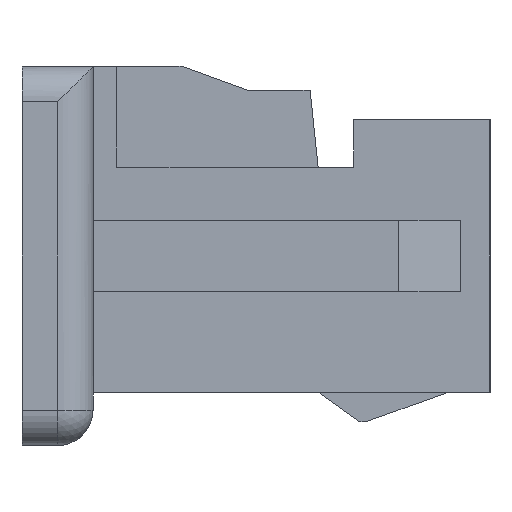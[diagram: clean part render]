
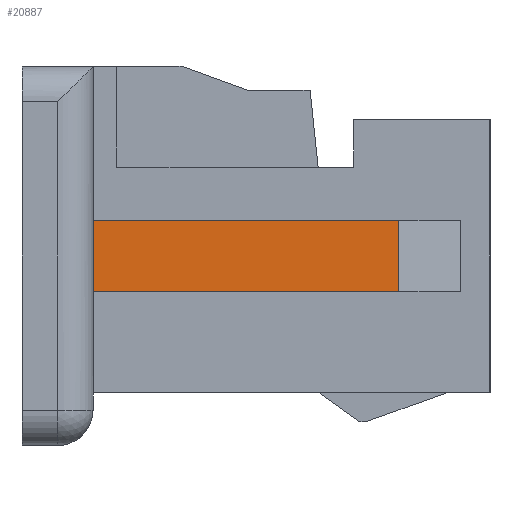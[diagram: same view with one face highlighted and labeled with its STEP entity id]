
A CAD part, left-side view. The second image highlights one B-rep face of the part: STEP entity #20887.
In plain terms, the highlighted planar face has unit normal (-1, 0, 0).
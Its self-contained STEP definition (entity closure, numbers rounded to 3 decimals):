
#16798 = PLANE('',#16799);
#16799 = AXIS2_PLACEMENT_3D('',#16800,#16801,#16802);
#16800 = CARTESIAN_POINT('',(8.975,1.375,-1.6));
#16801 = DIRECTION('',(0.,-1.,0.));
#16802 = DIRECTION('',(1.,0.,0.));
#18634 = VERTEX_POINT('',#18635);
#18635 = CARTESIAN_POINT('',(-9.275,1.375,0.3));
#18649 = PLANE('',#18650);
#18650 = AXIS2_PLACEMENT_3D('',#18651,#18652,#18653);
#18651 = CARTESIAN_POINT('',(0.,0.,0.3));
#18652 = DIRECTION('',(0.,0.,1.));
#18653 = DIRECTION('',(1.,0.,0.));
#18661 = EDGE_CURVE('',#18662,#18634,#18664,.T.);
#18662 = VERTEX_POINT('',#18663);
#18663 = CARTESIAN_POINT('',(-9.275,1.375,-0.3));
#18664 = SURFACE_CURVE('',#18665,(#18669,#18676),.PCURVE_S1.);
#18665 = LINE('',#18666,#18667);
#18666 = CARTESIAN_POINT('',(-9.275,1.375,-0.3));
#18667 = VECTOR('',#18668,1.);
#18668 = DIRECTION('',(0.,0.,1.));
#18669 = PCURVE('',#16798,#18670);
#18670 = DEFINITIONAL_REPRESENTATION('',(#18671),#18675);
#18671 = LINE('',#18672,#18673);
#18672 = CARTESIAN_POINT('',(-18.25,1.3));
#18673 = VECTOR('',#18674,1.);
#18674 = DIRECTION('',(0.,1.));
#18675 = ( GEOMETRIC_REPRESENTATION_CONTEXT(2) 
PARAMETRIC_REPRESENTATION_CONTEXT() REPRESENTATION_CONTEXT('2D SPACE',''
  ) );
#18676 = PCURVE('',#18677,#18682);
#18677 = PLANE('',#18678);
#18678 = AXIS2_PLACEMENT_3D('',#18679,#18680,#18681);
#18679 = CARTESIAN_POINT('',(-9.275,1.375,-0.3));
#18680 = DIRECTION('',(-1.,0.,0.));
#18681 = DIRECTION('',(0.,-1.,0.));
#18682 = DEFINITIONAL_REPRESENTATION('',(#18683),#18687);
#18683 = LINE('',#18684,#18685);
#18684 = CARTESIAN_POINT('',(0.,0.));
#18685 = VECTOR('',#18686,1.);
#18686 = DIRECTION('',(0.,1.));
#18687 = ( GEOMETRIC_REPRESENTATION_CONTEXT(2) 
PARAMETRIC_REPRESENTATION_CONTEXT() REPRESENTATION_CONTEXT('2D SPACE',''
  ) );
#18705 = PLANE('',#18706);
#18706 = AXIS2_PLACEMENT_3D('',#18707,#18708,#18709);
#18707 = CARTESIAN_POINT('',(0.,0.,-0.3));
#18708 = DIRECTION('',(0.,0.,1.));
#18709 = DIRECTION('',(1.,0.,0.));
#19256 = PLANE('',#19257);
#19257 = AXIS2_PLACEMENT_3D('',#19258,#19259,#19260);
#19258 = CARTESIAN_POINT('',(-9.275,-1.205,-0.3));
#19259 = DIRECTION('',(-0.866,-0.5,0.));
#19260 = DIRECTION('',(0.5,-0.866,0.));
#20670 = VERTEX_POINT('',#20671);
#20671 = CARTESIAN_POINT('',(-9.275,-1.205,0.3));
#20692 = EDGE_CURVE('',#18634,#20670,#20693,.T.);
#20693 = SURFACE_CURVE('',#20694,(#20698,#20705),.PCURVE_S1.);
#20694 = LINE('',#20695,#20696);
#20695 = CARTESIAN_POINT('',(-9.275,1.375,0.3));
#20696 = VECTOR('',#20697,1.);
#20697 = DIRECTION('',(0.,-1.,0.));
#20698 = PCURVE('',#18649,#20699);
#20699 = DEFINITIONAL_REPRESENTATION('',(#20700),#20704);
#20700 = LINE('',#20701,#20702);
#20701 = CARTESIAN_POINT('',(-9.275,1.375));
#20702 = VECTOR('',#20703,1.);
#20703 = DIRECTION('',(0.,-1.));
#20704 = ( GEOMETRIC_REPRESENTATION_CONTEXT(2) 
PARAMETRIC_REPRESENTATION_CONTEXT() REPRESENTATION_CONTEXT('2D SPACE',''
  ) );
#20705 = PCURVE('',#18677,#20706);
#20706 = DEFINITIONAL_REPRESENTATION('',(#20707),#20711);
#20707 = LINE('',#20708,#20709);
#20708 = CARTESIAN_POINT('',(0.,0.6));
#20709 = VECTOR('',#20710,1.);
#20710 = DIRECTION('',(1.,0.));
#20711 = ( GEOMETRIC_REPRESENTATION_CONTEXT(2) 
PARAMETRIC_REPRESENTATION_CONTEXT() REPRESENTATION_CONTEXT('2D SPACE',''
  ) );
#20768 = VERTEX_POINT('',#20769);
#20769 = CARTESIAN_POINT('',(-9.275,-1.205,-0.3));
#20790 = EDGE_CURVE('',#20768,#20670,#20791,.T.);
#20791 = SURFACE_CURVE('',#20792,(#20796,#20803),.PCURVE_S1.);
#20792 = LINE('',#20793,#20794);
#20793 = CARTESIAN_POINT('',(-9.275,-1.205,-0.3));
#20794 = VECTOR('',#20795,1.);
#20795 = DIRECTION('',(0.,0.,1.));
#20796 = PCURVE('',#19256,#20797);
#20797 = DEFINITIONAL_REPRESENTATION('',(#20798),#20802);
#20798 = LINE('',#20799,#20800);
#20799 = CARTESIAN_POINT('',(0.,0.));
#20800 = VECTOR('',#20801,1.);
#20801 = DIRECTION('',(0.,1.));
#20802 = ( GEOMETRIC_REPRESENTATION_CONTEXT(2) 
PARAMETRIC_REPRESENTATION_CONTEXT() REPRESENTATION_CONTEXT('2D SPACE',''
  ) );
#20803 = PCURVE('',#18677,#20804);
#20804 = DEFINITIONAL_REPRESENTATION('',(#20805),#20809);
#20805 = LINE('',#20806,#20807);
#20806 = CARTESIAN_POINT('',(2.58,0.));
#20807 = VECTOR('',#20808,1.);
#20808 = DIRECTION('',(0.,1.));
#20809 = ( GEOMETRIC_REPRESENTATION_CONTEXT(2) 
PARAMETRIC_REPRESENTATION_CONTEXT() REPRESENTATION_CONTEXT('2D SPACE',''
  ) );
#20817 = EDGE_CURVE('',#18662,#20768,#20818,.T.);
#20818 = SURFACE_CURVE('',#20819,(#20823,#20830),.PCURVE_S1.);
#20819 = LINE('',#20820,#20821);
#20820 = CARTESIAN_POINT('',(-9.275,1.375,-0.3));
#20821 = VECTOR('',#20822,1.);
#20822 = DIRECTION('',(0.,-1.,0.));
#20823 = PCURVE('',#18705,#20824);
#20824 = DEFINITIONAL_REPRESENTATION('',(#20825),#20829);
#20825 = LINE('',#20826,#20827);
#20826 = CARTESIAN_POINT('',(-9.275,1.375));
#20827 = VECTOR('',#20828,1.);
#20828 = DIRECTION('',(0.,-1.));
#20829 = ( GEOMETRIC_REPRESENTATION_CONTEXT(2) 
PARAMETRIC_REPRESENTATION_CONTEXT() REPRESENTATION_CONTEXT('2D SPACE',''
  ) );
#20830 = PCURVE('',#18677,#20831);
#20831 = DEFINITIONAL_REPRESENTATION('',(#20832),#20836);
#20832 = LINE('',#20833,#20834);
#20833 = CARTESIAN_POINT('',(0.,0.));
#20834 = VECTOR('',#20835,1.);
#20835 = DIRECTION('',(1.,0.));
#20836 = ( GEOMETRIC_REPRESENTATION_CONTEXT(2) 
PARAMETRIC_REPRESENTATION_CONTEXT() REPRESENTATION_CONTEXT('2D SPACE',''
  ) );
#20887 = ADVANCED_FACE('',(#20888),#18677,.T.);
#20888 = FACE_BOUND('',#20889,.F.);
#20889 = EDGE_LOOP('',(#20890,#20891,#20892,#20893));
#20890 = ORIENTED_EDGE('',*,*,#20817,.F.);
#20891 = ORIENTED_EDGE('',*,*,#18661,.T.);
#20892 = ORIENTED_EDGE('',*,*,#20692,.T.);
#20893 = ORIENTED_EDGE('',*,*,#20790,.F.);
